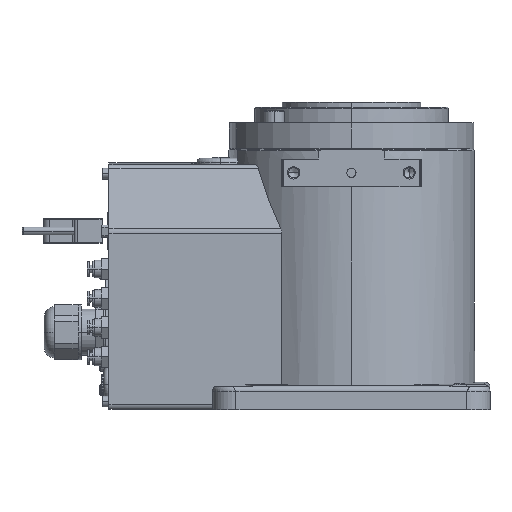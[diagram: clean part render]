
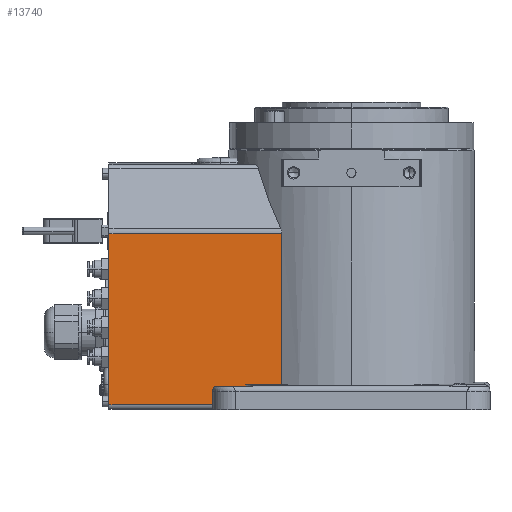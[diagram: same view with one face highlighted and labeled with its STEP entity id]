
A CAD part, front view. The second image highlights one B-rep face of the part: STEP entity #13740.
In plain terms, the highlighted planar face has unit normal (0, -1, 0).
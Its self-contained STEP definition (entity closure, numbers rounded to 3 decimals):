
#911=DIRECTION('',(0.,0.,1.));
#912=VECTOR('',#911,98.106);
#913=CARTESIAN_POINT('',(-45.211,-66.,16.272));
#914=LINE('',#913,#912);
#923=CARTESIAN_POINT('',(-68.675,-66.,16.272));
#925=DIRECTION('',(1.,0.,0.));
#926=VECTOR('',#925,23.465);
#927=CARTESIAN_POINT('',(-68.675,-66.,16.272));
#928=LINE('',#927,#926);
#929=CARTESIAN_POINT('',(-45.211,-66.,16.272));
#991=DIRECTION('',(0.,0.,1.));
#992=VECTOR('',#991,1.272);
#993=CARTESIAN_POINT('',(-68.675,-66.,15.));
#994=LINE('',#993,#992);
#999=CARTESIAN_POINT('',(-89.199,-66.,15.));
#1000=CARTESIAN_POINT('',(-89.733,-66.,14.353));
#1001=CARTESIAN_POINT('',(-90.,-66.,13.61));
#1002=CARTESIAN_POINT('',(-90.,-66.,12.771));
#1004=DIRECTION('',(0.,0.,-1.));
#1005=VECTOR('',#1004,9.27);
#1006=CARTESIAN_POINT('',(-90.,-66.,
12.77));
#1007=LINE('',#1006,#1005);
#1008=DIRECTION('',(0.,0.,1.));
#1009=VECTOR('',#1008,110.878);
#1010=CARTESIAN_POINT('',(-157.5,-66.,3.5));
#1011=LINE('',#1010,#1009);
#1012=DIRECTION('',(-1.,0.,0.));
#1013=VECTOR('',#1012,20.523);
#1014=CARTESIAN_POINT('',(-68.675,-66.,15.));
#1015=LINE('',#1014,#1013);
#1827=DIRECTION('',(-1.,0.,0.));
#1828=VECTOR('',#1827,112.289);
#1829=CARTESIAN_POINT('',(-45.211,-66.,114.378));
#1830=LINE('',#1829,#1828);
#1831=DIRECTION('',(1.,0.,0.));
#1832=VECTOR('',#1831,67.5);
#1833=CARTESIAN_POINT('',(-157.5,-66.,3.5));
#1834=LINE('',#1833,#1832);
#10176=VERTEX_POINT('',#929);
#10177=CARTESIAN_POINT('',(-45.211,-66.,114.378));
#10178=VERTEX_POINT('',#10177);
#10187=VERTEX_POINT('',#923);
#10201=CARTESIAN_POINT('',(-68.675,-66.,15.));
#10202=VERTEX_POINT('',#10201);
#10205=VERTEX_POINT('',#999);
#10206=VERTEX_POINT('',#1002);
#10207=CARTESIAN_POINT('',(-90.,-66.,3.5));
#10208=VERTEX_POINT('',#10207);
#10209=CARTESIAN_POINT('',(-157.5,-66.,3.5));
#10210=VERTEX_POINT('',#10209);
#10211=CARTESIAN_POINT('',(-157.5,-66.,114.378));
#10212=VERTEX_POINT('',#10211);
#13718=CARTESIAN_POINT('',(-157.5,-66.,3.5));
#13719=DIRECTION('',(0.,1.,0.));
#13720=DIRECTION('',(-1.,0.,0.));
#13721=AXIS2_PLACEMENT_3D('',#13718,#13719,#13720);
#13722=PLANE('',#13721);
#13724=ORIENTED_EDGE('',*,*,#13723,.T.);
#13726=ORIENTED_EDGE('',*,*,#13725,.T.);
#13728=ORIENTED_EDGE('',*,*,#13727,.F.);
#13730=ORIENTED_EDGE('',*,*,#13729,.T.);
#13732=ORIENTED_EDGE('',*,*,#13731,.F.);
#13733=ORIENTED_EDGE('',*,*,#13644,.F.);
#13734=ORIENTED_EDGE('',*,*,#13676,.F.);
#13735=ORIENTED_EDGE('',*,*,#13708,.F.);
#13737=ORIENTED_EDGE('',*,*,#13736,.T.);
#13738=EDGE_LOOP('',(#13724,#13726,#13728,#13730,#13732,#13733,#13734,#13735,
#13737));
#13739=FACE_OUTER_BOUND('',#13738,.F.);
#1003=B_SPLINE_CURVE_WITH_KNOTS('',3,(#999,#1000,#1001,#1002),.UNSPECIFIED.,.F.,
.F.,(4,4),(0.,1.),.UNSPECIFIED.);
#13644=EDGE_CURVE('',#10176,#10178,#914,.T.);
#13676=EDGE_CURVE('',#10187,#10176,#928,.T.);
#13708=EDGE_CURVE('',#10202,#10187,#994,.T.);
#13723=EDGE_CURVE('',#10205,#10206,#1003,.T.);
#13725=EDGE_CURVE('',#10206,#10208,#1007,.T.);
#13727=EDGE_CURVE('',#10210,#10208,#1834,.T.);
#13729=EDGE_CURVE('',#10210,#10212,#1011,.T.);
#13731=EDGE_CURVE('',#10178,#10212,#1830,.T.);
#13736=EDGE_CURVE('',#10202,#10205,#1015,.T.);
#13740=ADVANCED_FACE('',(#13739),#13722,.F.);
